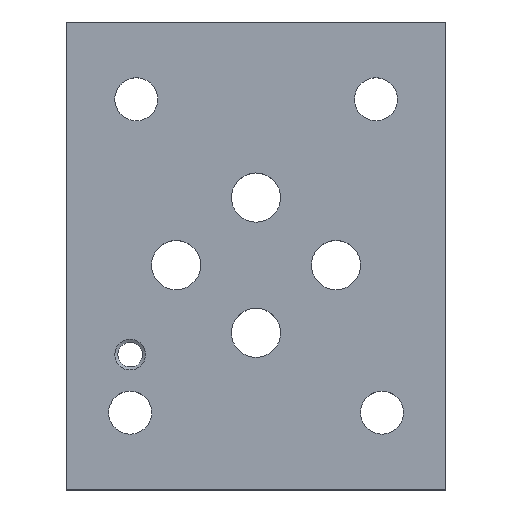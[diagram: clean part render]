
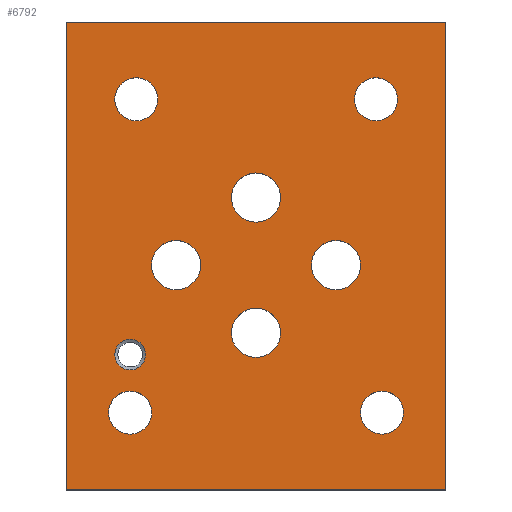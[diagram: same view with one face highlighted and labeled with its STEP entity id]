
A CAD part, top view. The second image highlights one B-rep face of the part: STEP entity #6792.
In plain terms, the highlighted planar face has unit normal (0, 0, 1).
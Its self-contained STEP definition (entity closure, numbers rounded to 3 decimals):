
#16=CIRCLE('',#7035,3.175);
#18=CIRCLE('',#7038,3.175);
#20=CIRCLE('',#7041,3.175);
#22=CIRCLE('',#7044,3.175);
#44=CIRCLE('',#7076,2.781);
#47=CIRCLE('',#7080,2.781);
#50=CIRCLE('',#7084,2.781);
#53=CIRCLE('',#7088,2.781);
#56=CIRCLE('',#7093,1.981);
#57=CIRCLE('',#7094,1.981);
#103=FACE_BOUND('',#1086,.T.);
#104=FACE_BOUND('',#1087,.T.);
#105=FACE_BOUND('',#1088,.T.);
#106=FACE_BOUND('',#1089,.T.);
#107=FACE_BOUND('',#1090,.T.);
#108=FACE_BOUND('',#1091,.T.);
#109=FACE_BOUND('',#1092,.T.);
#110=FACE_BOUND('',#1093,.T.);
#111=FACE_BOUND('',#1094,.T.);
#717=FACE_OUTER_BOUND('',#1085,.T.);
#1085=EDGE_LOOP('',(#5881,#5882,#5883,#5884));
#1086=EDGE_LOOP('',(#5885));
#1087=EDGE_LOOP('',(#5886));
#1088=EDGE_LOOP('',(#5887));
#1089=EDGE_LOOP('',(#5888));
#1090=EDGE_LOOP('',(#5889));
#1091=EDGE_LOOP('',(#5890));
#1092=EDGE_LOOP('',(#5891));
#1093=EDGE_LOOP('',(#5892));
#1094=EDGE_LOOP('',(#5893,#5894));
#1411=LINE('',#10366,#2119);
#1806=LINE('',#11399,#2514);
#1809=LINE('',#11405,#2517);
#1812=LINE('',#11409,#2520);
#2119=VECTOR('',#7581,10.);
#2514=VECTOR('',#8382,10.);
#2517=VECTOR('',#8387,10.);
#2520=VECTOR('',#8392,10.);
#2831=VERTEX_POINT('',#10363);
#2832=VERTEX_POINT('',#10365);
#3096=VERTEX_POINT('',#11277);
#3098=VERTEX_POINT('',#11283);
#3100=VERTEX_POINT('',#11289);
#3102=VERTEX_POINT('',#11295);
#3124=VERTEX_POINT('',#11355);
#3127=VERTEX_POINT('',#11363);
#3130=VERTEX_POINT('',#11371);
#3133=VERTEX_POINT('',#11379);
#3136=VERTEX_POINT('',#11389);
#3137=VERTEX_POINT('',#11390);
#3139=VERTEX_POINT('',#11398);
#3141=VERTEX_POINT('',#11404);
#3606=EDGE_CURVE('',#2832,#2831,#1411,.T.);
#4003=EDGE_CURVE('',#3096,#3096,#16,.T.);
#4006=EDGE_CURVE('',#3098,#3098,#18,.T.);
#4009=EDGE_CURVE('',#3100,#3100,#20,.T.);
#4012=EDGE_CURVE('',#3102,#3102,#22,.T.);
#4040=EDGE_CURVE('',#3124,#3124,#44,.T.);
#4044=EDGE_CURVE('',#3127,#3127,#47,.T.);
#4048=EDGE_CURVE('',#3130,#3130,#50,.T.);
#4052=EDGE_CURVE('',#3133,#3133,#53,.T.);
#4056=EDGE_CURVE('',#3136,#3137,#56,.T.);
#4057=EDGE_CURVE('',#3137,#3136,#57,.T.);
#4060=EDGE_CURVE('',#3139,#2832,#1806,.T.);
#4063=EDGE_CURVE('',#3141,#3139,#1809,.T.);
#4066=EDGE_CURVE('',#2831,#3141,#1812,.T.);
#5881=ORIENTED_EDGE('',*,*,#4066,.T.);
#5882=ORIENTED_EDGE('',*,*,#4063,.T.);
#5883=ORIENTED_EDGE('',*,*,#4060,.T.);
#5884=ORIENTED_EDGE('',*,*,#3606,.T.);
#5885=ORIENTED_EDGE('',*,*,#4003,.T.);
#5886=ORIENTED_EDGE('',*,*,#4006,.T.);
#5887=ORIENTED_EDGE('',*,*,#4009,.T.);
#5888=ORIENTED_EDGE('',*,*,#4012,.T.);
#5889=ORIENTED_EDGE('',*,*,#4040,.T.);
#5890=ORIENTED_EDGE('',*,*,#4044,.T.);
#5891=ORIENTED_EDGE('',*,*,#4048,.T.);
#5892=ORIENTED_EDGE('',*,*,#4052,.T.);
#5893=ORIENTED_EDGE('',*,*,#4056,.T.);
#5894=ORIENTED_EDGE('',*,*,#4057,.T.);
#6150=PLANE('',#7099);
#6792=ADVANCED_FACE('',(#717,#103,#104,#105,#106,#107,#108,#109,#110,#111),
#6150,.T.);
#7035=AXIS2_PLACEMENT_3D('',#11279,#8243,#8244);
#7038=AXIS2_PLACEMENT_3D('',#11285,#8250,#8251);
#7041=AXIS2_PLACEMENT_3D('',#11291,#8257,#8258);
#7044=AXIS2_PLACEMENT_3D('',#11297,#8264,#8265);
#7076=AXIS2_PLACEMENT_3D('',#11357,#8334,#8335);
#7080=AXIS2_PLACEMENT_3D('',#11365,#8343,#8344);
#7084=AXIS2_PLACEMENT_3D('',#11373,#8352,#8353);
#7088=AXIS2_PLACEMENT_3D('',#11381,#8361,#8362);
#7093=AXIS2_PLACEMENT_3D('',#11391,#8372,#8373);
#7094=AXIS2_PLACEMENT_3D('',#11392,#8374,#8375);
#7099=AXIS2_PLACEMENT_3D('',#11410,#8393,#8394);
#7581=DIRECTION('',(0.,-1.,0.));
#8243=DIRECTION('center_axis',(0.,0.,-1.));
#8244=DIRECTION('ref_axis',(1.,0.,0.));
#8250=DIRECTION('center_axis',(0.,0.,-1.));
#8251=DIRECTION('ref_axis',(1.,0.,0.));
#8257=DIRECTION('center_axis',(0.,0.,-1.));
#8258=DIRECTION('ref_axis',(1.,0.,0.));
#8264=DIRECTION('center_axis',(0.,0.,-1.));
#8265=DIRECTION('ref_axis',(1.,0.,0.));
#8334=DIRECTION('center_axis',(0.,0.,-1.));
#8335=DIRECTION('ref_axis',(1.,0.,0.));
#8343=DIRECTION('center_axis',(0.,0.,-1.));
#8344=DIRECTION('ref_axis',(1.,0.,0.));
#8352=DIRECTION('center_axis',(0.,0.,-1.));
#8353=DIRECTION('ref_axis',(1.,0.,0.));
#8361=DIRECTION('center_axis',(0.,0.,-1.));
#8362=DIRECTION('ref_axis',(1.,0.,0.));
#8372=DIRECTION('center_axis',(0.,0.,-1.));
#8373=DIRECTION('ref_axis',(1.,0.,0.));
#8374=DIRECTION('center_axis',(0.,0.,-1.));
#8375=DIRECTION('ref_axis',(1.,0.,0.));
#8382=DIRECTION('',(-1.,0.,0.));
#8387=DIRECTION('',(0.,1.,0.));
#8392=DIRECTION('',(1.,0.,0.));
#8393=DIRECTION('center_axis',(0.,0.,1.));
#8394=DIRECTION('ref_axis',(1.,0.,0.));
#10363=CARTESIAN_POINT('',(0.,0.,9.906));
#10365=CARTESIAN_POINT('',(0.,60.452,9.906));
#10366=CARTESIAN_POINT('',(0.,60.452,9.906));
#11277=CARTESIAN_POINT('',(11.024,29.032,9.906));
#11279=CARTESIAN_POINT('Origin',(14.199,29.032,9.906));
#11283=CARTESIAN_POINT('',(21.336,20.295,9.906));
#11285=CARTESIAN_POINT('Origin',(24.511,20.295,9.906));
#11289=CARTESIAN_POINT('',(21.336,37.77,9.906));
#11291=CARTESIAN_POINT('Origin',(24.511,37.77,9.906));
#11295=CARTESIAN_POINT('',(31.674,29.032,9.906));
#11297=CARTESIAN_POINT('Origin',(34.849,29.032,9.906));
#11355=CARTESIAN_POINT('',(38.011,9.982,9.906));
#11357=CARTESIAN_POINT('Origin',(40.792,9.982,9.906));
#11363=CARTESIAN_POINT('',(6.261,50.47,9.906));
#11365=CARTESIAN_POINT('Origin',(9.042,50.47,9.906));
#11371=CARTESIAN_POINT('',(37.224,50.47,9.906));
#11373=CARTESIAN_POINT('Origin',(40.005,50.47,9.906));
#11379=CARTESIAN_POINT('',(5.474,9.982,9.906));
#11381=CARTESIAN_POINT('Origin',(8.255,9.982,9.906));
#11389=CARTESIAN_POINT('',(10.236,17.475,9.906));
#11390=CARTESIAN_POINT('',(6.274,17.475,9.906));
#11391=CARTESIAN_POINT('Origin',(8.255,17.475,9.906));
#11392=CARTESIAN_POINT('Origin',(8.255,17.475,9.906));
#11398=CARTESIAN_POINT('',(49.022,60.452,9.906));
#11399=CARTESIAN_POINT('',(49.022,60.452,9.906));
#11404=CARTESIAN_POINT('',(49.022,0.,9.906));
#11405=CARTESIAN_POINT('',(49.022,0.,9.906));
#11409=CARTESIAN_POINT('',(0.,0.,9.906));
#11410=CARTESIAN_POINT('Origin',(24.511,30.226,9.906));
